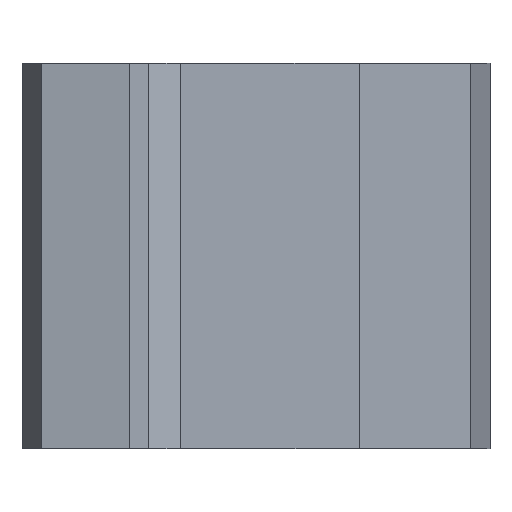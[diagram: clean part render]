
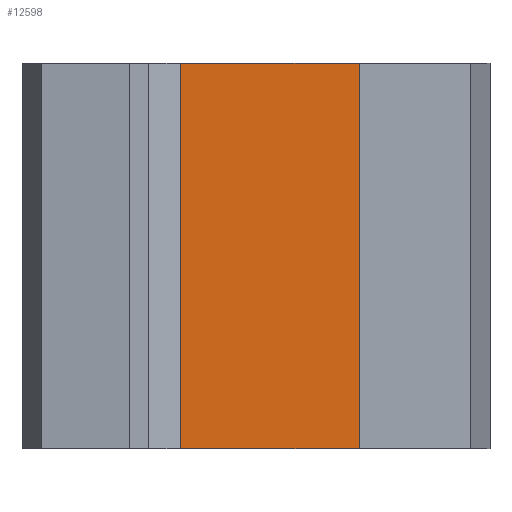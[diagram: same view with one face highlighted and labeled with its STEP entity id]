
A CAD part, front view. The second image highlights one B-rep face of the part: STEP entity #12598.
In plain terms, the highlighted planar face has unit normal (0, -1, 0).
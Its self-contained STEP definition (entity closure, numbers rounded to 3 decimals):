
#3987 = ORIENTED_EDGE ( 'NONE', *, *, #17290, .F. ) ;
#4102 = EDGE_LOOP ( 'NONE', ( #16751, #7631, #11392, #3987 ) ) ;
#5509 = DIRECTION ( 'NONE',  ( 1., 0., 0. ) ) ;
#6291 = PLANE ( 'NONE',  #15982 ) ;
#7631 = ORIENTED_EDGE ( 'NONE', *, *, #13680, .F. ) ;
#8097 = DIRECTION ( 'NONE',  ( 0., 0., 1. ) ) ;
#8115 = CARTESIAN_POINT ( 'NONE',  ( -16.25, -19.25, 17.5 ) ) ;
#8145 = CARTESIAN_POINT ( 'NONE',  ( 18.75, -19.25, -52.5 ) ) ;
#8294 = VECTOR ( 'NONE', #21780, 1000. ) ;
#8623 = FACE_OUTER_BOUND ( 'NONE', #4102, .T. ) ;
#8850 = LINE ( 'NONE', #23194, #22595 ) ;
#9106 = DIRECTION ( 'NONE',  ( 0., 0., -1. ) ) ;
#10494 = CARTESIAN_POINT ( 'NONE',  ( -16.25, -19.25, -52.5 ) ) ;
#11296 = VECTOR ( 'NONE', #17095, 1000. ) ;
#11392 = ORIENTED_EDGE ( 'NONE', *, *, #14260, .F. ) ;
#12199 = VERTEX_POINT ( 'NONE', #8115 ) ;
#12598 = ADVANCED_FACE ( 'NONE', ( #8623 ), #6291, .F. ) ;
#12755 = VERTEX_POINT ( 'NONE', #13815 ) ;
#12849 = CARTESIAN_POINT ( 'NONE',  ( -16.25, -19.25, -17.501 ) ) ;
#13248 = CARTESIAN_POINT ( 'NONE',  ( 18.75, -19.25, 17.5 ) ) ;
#13680 = EDGE_CURVE ( 'NONE', #12199, #21180, #22899, .T. ) ;
#13815 = CARTESIAN_POINT ( 'NONE',  ( 18.75, -19.25, -52.5 ) ) ;
#14234 = EDGE_CURVE ( 'NONE', #21180, #12755, #8850, .T. ) ;
#14260 = EDGE_CURVE ( 'NONE', #22858, #12199, #23140, .T. ) ;
#15982 = AXIS2_PLACEMENT_3D ( 'NONE', #22186, #18861, #8097 ) ;
#16751 = ORIENTED_EDGE ( 'NONE', *, *, #14234, .F. ) ;
#17095 = DIRECTION ( 'NONE',  ( -1., 0., 0. ) ) ;
#17290 = EDGE_CURVE ( 'NONE', #12755, #22858, #20834, .T. ) ;
#18163 = VECTOR ( 'NONE', #5509, 1000. ) ;
#18861 = DIRECTION ( 'NONE',  ( 0., 1., 0. ) ) ;
#20834 = LINE ( 'NONE', #8145, #11296 ) ;
#21180 = VERTEX_POINT ( 'NONE', #13248 ) ;
#21551 = CARTESIAN_POINT ( 'NONE',  ( -16.25, -19.25, 17.5 ) ) ;
#21780 = DIRECTION ( 'NONE',  ( 0., 0., 1. ) ) ;
#22186 = CARTESIAN_POINT ( 'NONE',  ( -16.25, -19.25, -17.501 ) ) ;
#22595 = VECTOR ( 'NONE', #9106, 1000. ) ;
#22858 = VERTEX_POINT ( 'NONE', #10494 ) ;
#22899 = LINE ( 'NONE', #21551, #18163 ) ;
#23140 = LINE ( 'NONE', #12849, #8294 ) ;
#23194 = CARTESIAN_POINT ( 'NONE',  ( 18.75, -19.25, -17.5 ) ) ;
